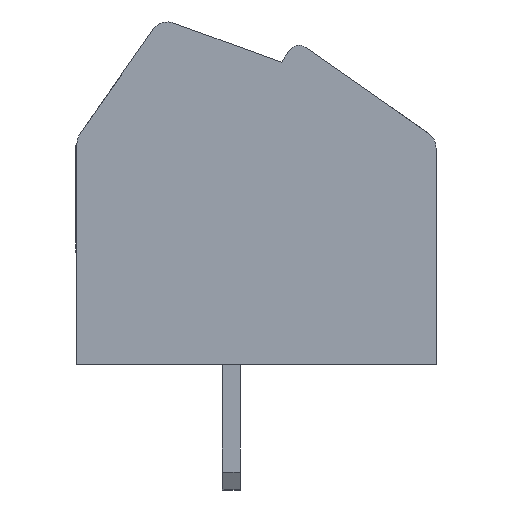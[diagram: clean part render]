
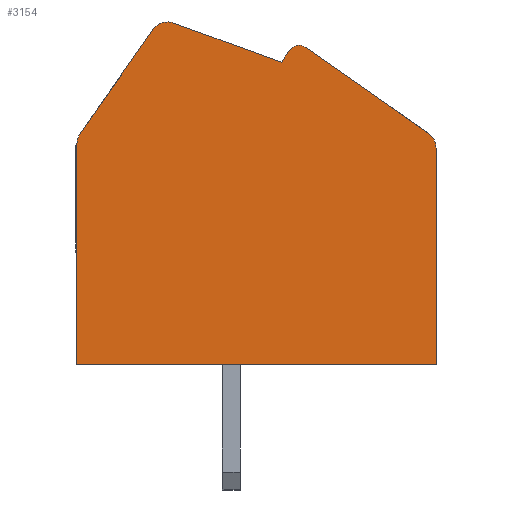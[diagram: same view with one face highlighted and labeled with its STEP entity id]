
A CAD part, left-side view. The second image highlights one B-rep face of the part: STEP entity #3154.
In plain terms, the highlighted planar face has unit normal (-1, 0, 0).
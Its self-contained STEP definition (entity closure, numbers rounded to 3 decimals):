
#3154=ADVANCED_FACE('',(#6289),#6290,.F.);
#6289=FACE_OUTER_BOUND('',#9841,.T.);
#6290=PLANE('',#9842);
#9841=EDGE_LOOP('',(#17895,#17896,#17897,#17898,#17899,#17900,#17901,#17902,#17903,#17904,#17905));
#9842=AXIS2_PLACEMENT_3D('',#17906,#17907,#17908);
#17895=ORIENTED_EDGE('',*,*,#20607,.F.);
#17896=ORIENTED_EDGE('',*,*,#20733,.T.);
#17897=ORIENTED_EDGE('',*,*,#20640,.T.);
#17898=ORIENTED_EDGE('',*,*,#20681,.F.);
#17899=ORIENTED_EDGE('',*,*,#20699,.T.);
#17900=ORIENTED_EDGE('',*,*,#20713,.F.);
#17901=ORIENTED_EDGE('',*,*,#20666,.F.);
#17902=ORIENTED_EDGE('',*,*,#20618,.T.);
#17903=ORIENTED_EDGE('',*,*,#20735,.F.);
#17904=ORIENTED_EDGE('',*,*,#20736,.F.);
#17905=ORIENTED_EDGE('',*,*,#20646,.F.);
#17906=CARTESIAN_POINT('',(0.0,10.937,-6.311));
#17907=DIRECTION('',(1.0,0.0,0.0));
#17908=DIRECTION('',(0.0,1.0,0.0));
#20607=EDGE_CURVE('',#24690,#24688,#24692,.T.);
#20618=EDGE_CURVE('',#24705,#24703,#24706,.T.);
#20640=EDGE_CURVE('',#24739,#24737,#24740,.T.);
#20646=EDGE_CURVE('',#24688,#24745,#24747,.T.);
#20666=EDGE_CURVE('',#24705,#24774,#24775,.T.);
#20681=EDGE_CURVE('',#24792,#24737,#24794,.T.);
#20699=EDGE_CURVE('',#24792,#24816,#24818,.T.);
#20713=EDGE_CURVE('',#24774,#24816,#24833,.T.);
#20733=EDGE_CURVE('',#24690,#24739,#24853,.T.);
#20735=EDGE_CURVE('',#24855,#24703,#24856,.T.);
#20736=EDGE_CURVE('',#24745,#24855,#24857,.T.);
#24688=VERTEX_POINT('',#31292);
#24690=VERTEX_POINT('',#31295);
#24692=LINE('',#31298,#31299);
#24703=VERTEX_POINT('',#31312);
#24705=VERTEX_POINT('',#31315);
#24706=CIRCLE('',#31316,0.3);
#24737=VERTEX_POINT('',#31362);
#24739=VERTEX_POINT('',#31365);
#24740=LINE('',#31366,#31367);
#24745=VERTEX_POINT('',#31375);
#24747=CIRCLE('',#31378,0.5);
#24774=VERTEX_POINT('',#31416);
#24775=LINE('',#31417,#31418);
#24792=VERTEX_POINT('',#31442);
#24794=LINE('',#31445,#31446);
#24816=VERTEX_POINT('',#31489);
#24818=LINE('',#31492,#31493);
#24833=CIRCLE('',#31516,0.5);
#24853=CIRCLE('',#31543,0.5);
#24855=VERTEX_POINT('',#31545);
#24856=LINE('',#31546,#31547);
#24857=LINE('',#31548,#31549);
#31292=CARTESIAN_POINT('',(0.0,7.886,9.32));
#31295=CARTESIAN_POINT('',(0.0,9.91,6.429));
#31298=CARTESIAN_POINT('',(0.0,18.83,-6.311));
#31299=VECTOR('',#33871,1.0);
#31312=CARTESIAN_POINT('',(0.0,4.065,8.761));
#31315=CARTESIAN_POINT('',(0.0,3.647,8.835));
#31316=AXIS2_PLACEMENT_3D('',#33887,#33888,#33889);
#31362=CARTESIAN_POINT('',(0.0,10.,0.0));
#31365=CARTESIAN_POINT('',(0.0,10.,6.142));
#31366=CARTESIAN_POINT('',(0.0,10.,-6.311));
#31367=VECTOR('',#33906,1.0);
#31375=CARTESIAN_POINT('',(0.0,7.305,9.503));
#31378=AXIS2_PLACEMENT_3D('',#33911,#33912,#33913);
#31416=CARTESIAN_POINT('',(0.0,0.213,6.43));
#31417=CARTESIAN_POINT('',(0.0,3.893,9.007));
#31418=VECTOR('',#33931,1.0);
#31442=CARTESIAN_POINT('',(0.0,0.0,0.0));
#31445=CARTESIAN_POINT('',(0.0,0.0,0.));
#31446=VECTOR('',#33943,1.0);
#31489=CARTESIAN_POINT('',(0.0,0.0,6.02));
#31492=CARTESIAN_POINT('',(0.0,0.0,-6.311));
#31493=VECTOR('',#33954,1.0);
#31516=AXIS2_PLACEMENT_3D('',#33963,#33964,#33965);
#31543=AXIS2_PLACEMENT_3D('',#33973,#33974,#33975);
#31545=CARTESIAN_POINT('',(0.0,4.309,8.412));
#31546=CARTESIAN_POINT('',(0.0,4.309,8.412));
#31547=VECTOR('',#33976,1.0);
#31548=CARTESIAN_POINT('',(0.0,7.666,9.634));
#31549=VECTOR('',#33977,1.0);
#33871=DIRECTION('',(0.0,-0.574,0.819));
#33887=CARTESIAN_POINT('',(0.0,3.819,8.589));
#33888=DIRECTION('',(-1.0,0.0,0.0));
#33889=DIRECTION('',(0.0,-1.0,0.0));
#33906=DIRECTION('',(0.0,0.,-1.0));
#33911=CARTESIAN_POINT('',(0.0,7.476,9.033));
#33912=DIRECTION('',(1.0,0.0,0.0));
#33913=DIRECTION('',(0.0,1.0,0.0));
#33931=DIRECTION('',(0.0,-0.819,-0.574));
#33943=DIRECTION('',(0.0,1.0,0.));
#33954=DIRECTION('',(0.0,0.0,1.0));
#33963=CARTESIAN_POINT('',(0.0,0.5,6.02));
#33964=DIRECTION('',(1.0,0.0,0.0));
#33965=DIRECTION('',(0.0,1.0,0.0));
#33973=CARTESIAN_POINT('',(0.0,9.5,6.142));
#33974=DIRECTION('',(-1.0,0.0,0.0));
#33975=DIRECTION('',(0.0,-1.0,0.0));
#33976=DIRECTION('',(0.0,-0.574,0.819));
#33977=DIRECTION('',(0.0,-0.94,-0.342));
